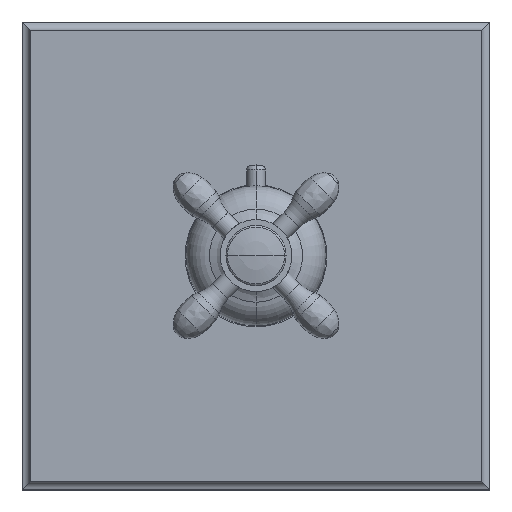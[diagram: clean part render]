
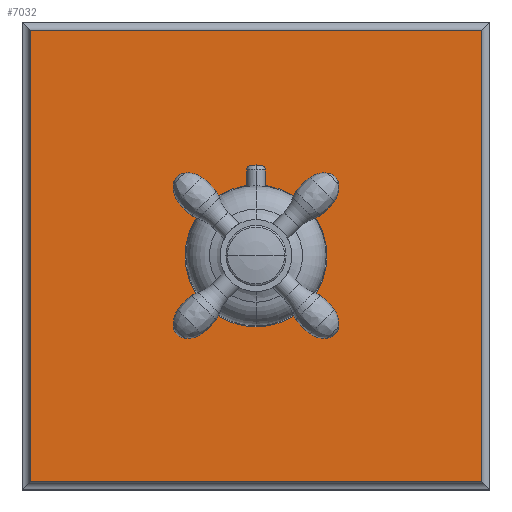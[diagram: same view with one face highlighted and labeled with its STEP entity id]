
A CAD part, top view. The second image highlights one B-rep face of the part: STEP entity #7032.
In plain terms, the highlighted planar face has unit normal (0, 0, 1).
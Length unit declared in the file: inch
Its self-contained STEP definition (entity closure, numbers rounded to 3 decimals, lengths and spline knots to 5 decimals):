
#2=DIRECTION('',(0.,-1.,0.));
#3=VECTOR('',#2,6.27);
#4=CARTESIAN_POINT('',(-3.135,3.135,0.313));
#5=LINE('',#4,#3);
#6=CARTESIAN_POINT('',(0.,0.,0.313));
#7=DIRECTION('',(0.,0.,-1.));
#8=DIRECTION('',(-1.,0.,0.));
#9=AXIS2_PLACEMENT_3D('',#6,#7,#8);
#11=CARTESIAN_POINT('',(0.,0.,0.313));
#12=DIRECTION('',(0.,0.,-1.));
#13=DIRECTION('',(1.,0.,0.));
#14=AXIS2_PLACEMENT_3D('',#11,#12,#13);
#16=DIRECTION('',(-1.,0.,0.));
#17=VECTOR('',#16,6.27);
#18=CARTESIAN_POINT('',(3.135,3.135,0.313));
#19=LINE('',#18,#17);
#98=DIRECTION('',(1.,0.,0.));
#99=VECTOR('',#98,6.27);
#100=CARTESIAN_POINT('',(-3.135,-3.135,0.313));
#101=LINE('',#100,#99);
#123=DIRECTION('',(0.,1.,0.));
#124=VECTOR('',#123,6.27);
#125=CARTESIAN_POINT('',(3.135,-3.135,0.313));
#126=LINE('',#125,#124);
#5912=CARTESIAN_POINT('',(-3.135,3.135,0.313));
#5913=CARTESIAN_POINT('',(-3.135,-3.135,0.313));
#5914=VERTEX_POINT('',#5912);
#5915=VERTEX_POINT('',#5913);
#5920=CARTESIAN_POINT('',(3.135,-3.135,0.313));
#5921=VERTEX_POINT('',#5920);
#5924=CARTESIAN_POINT('',(3.135,3.135,0.313));
#5925=VERTEX_POINT('',#5924);
#5932=CARTESIAN_POINT('',(-0.985,0.,0.313));
#5933=CARTESIAN_POINT('',(0.985,0.,0.313));
#5934=VERTEX_POINT('',#5932);
#5935=VERTEX_POINT('',#5933);
#7012=CARTESIAN_POINT('',(0.,0.,0.313));
#7013=DIRECTION('',(0.,0.,1.));
#7014=DIRECTION('',(1.,0.,0.));
#7015=AXIS2_PLACEMENT_3D('',#7012,#7013,#7014);
#7016=PLANE('',#7015);
#7017=ORIENTED_EDGE('',*,*,#7001,.F.);
#7019=ORIENTED_EDGE('',*,*,#7018,.F.);
#7021=ORIENTED_EDGE('',*,*,#7020,.F.);
#7023=ORIENTED_EDGE('',*,*,#7022,.F.);
#7024=EDGE_LOOP('',(#7017,#7019,#7021,#7023));
#7025=FACE_OUTER_BOUND('',#7024,.F.);
#7027=ORIENTED_EDGE('',*,*,#7026,.F.);
#7029=ORIENTED_EDGE('',*,*,#7028,.F.);
#7030=EDGE_LOOP('',(#7027,#7029));
#7031=FACE_BOUND('',#7030,.F.);
#7032=ADVANCED_FACE('',(#7025,#7031),#7016,.T.);
#10=CIRCLE('',#9,0.985);
#15=CIRCLE('',#14,0.985);
#7001=EDGE_CURVE('',#5914,#5915,#5,.T.);
#7018=EDGE_CURVE('',#5925,#5914,#19,.T.);
#7020=EDGE_CURVE('',#5921,#5925,#126,.T.);
#7022=EDGE_CURVE('',#5915,#5921,#101,.T.);
#7026=EDGE_CURVE('',#5934,#5935,#10,.T.);
#7028=EDGE_CURVE('',#5935,#5934,#15,.T.);
